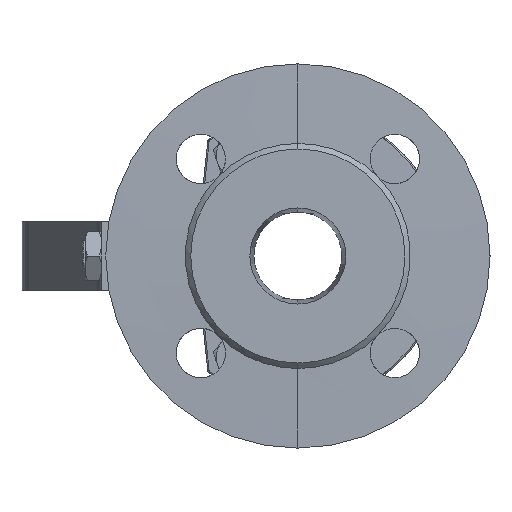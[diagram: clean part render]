
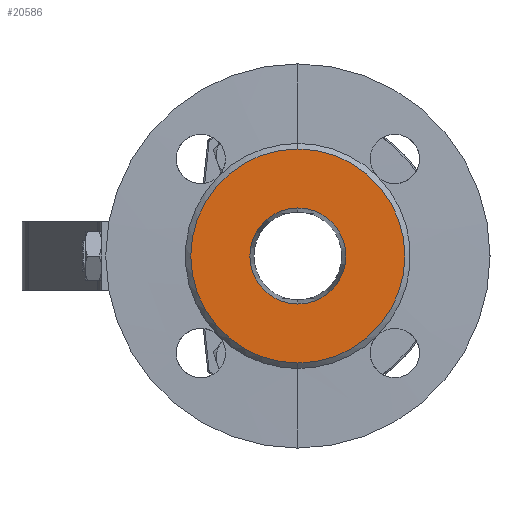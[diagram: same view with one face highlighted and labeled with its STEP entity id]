
A CAD part, left-side view. The second image highlights one B-rep face of the part: STEP entity #20586.
In plain terms, the highlighted planar face has unit normal (-1, 0, 0).
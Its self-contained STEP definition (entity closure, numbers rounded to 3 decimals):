
#756 = VERTEX_POINT ( 'NONE', #4259 ) ;
#758 = EDGE_CURVE ( 'NONE', #759, #756, #4258, .T. ) ;
#759 = VERTEX_POINT ( 'NONE', #4253 ) ;
#771 = EDGE_CURVE ( 'NONE', #772, #773, #4175, .T. ) ;
#772 = VERTEX_POINT ( 'NONE', #4170 ) ;
#773 = VERTEX_POINT ( 'NONE', #4169 ) ;
#4169 = CARTESIAN_POINT ( 'NONE',  ( -78., 0., 39. ) ) ;
#4170 = CARTESIAN_POINT ( 'NONE',  ( -78., 0., -39. ) ) ;
#4171 = DIRECTION ( 'NONE',  ( 0., 0., -1. ) ) ;
#4172 = DIRECTION ( 'NONE',  ( 1., 0., 0. ) ) ;
#4173 = CARTESIAN_POINT ( 'NONE',  ( -78., 0., 0. ) ) ;
#4174 = AXIS2_PLACEMENT_3D ( 'NONE', #4173, #4172, #4171 ) ;
#4175 = CIRCLE ( 'NONE', #4174, 39. ) ;
#4253 = CARTESIAN_POINT ( 'NONE',  ( -78., 0., 17.5 ) ) ;
#4254 = DIRECTION ( 'NONE',  ( 0., 0., -1. ) ) ;
#4255 = DIRECTION ( 'NONE',  ( 1., 0., 0. ) ) ;
#4256 = CARTESIAN_POINT ( 'NONE',  ( -78., 0., 0. ) ) ;
#4257 = AXIS2_PLACEMENT_3D ( 'NONE', #4256, #4255, #4254 ) ;
#4258 = CIRCLE ( 'NONE', #4257, 17.5 ) ;
#4259 = CARTESIAN_POINT ( 'NONE',  ( -78., 0., -17.5 ) ) ;
#15131 = DIRECTION ( 'NONE',  ( 0., 0., -1. ) ) ;
#15132 = DIRECTION ( 'NONE',  ( 1., 0., 0. ) ) ;
#15133 = CARTESIAN_POINT ( 'NONE',  ( -78., 39., 0. ) ) ;
#15135 = AXIS2_PLACEMENT_3D ( 'NONE', #15133, #15132, #15131 ) ;
#15136 = PLANE ( 'NONE',  #15135 ) ;
#15137 = FACE_OUTER_BOUND ( 'NONE', #21066, .T. ) ;
#15138 = FACE_BOUND ( 'NONE', #20587, .T. ) ;
#15184 = DIRECTION ( 'NONE',  ( 0., 0., -1. ) ) ;
#15185 = DIRECTION ( 'NONE',  ( 1., 0., 0. ) ) ;
#15198 = CARTESIAN_POINT ( 'NONE',  ( -78., 0., 0. ) ) ;
#15199 = AXIS2_PLACEMENT_3D ( 'NONE', #15198, #15185, #15184 ) ;
#15200 = CIRCLE ( 'NONE', #15199, 39. ) ;
#16804 = DIRECTION ( 'NONE',  ( 1., 0., 0. ) ) ;
#16805 = CARTESIAN_POINT ( 'NONE',  ( -78., 0., 0. ) ) ;
#16806 = AXIS2_PLACEMENT_3D ( 'NONE', #16805, #16804, #16818 ) ;
#16807 = CIRCLE ( 'NONE', #16806, 17.5 ) ;
#16818 = DIRECTION ( 'NONE',  ( 0., 0., -1. ) ) ;
#20576 = EDGE_CURVE ( 'NONE', #773, #772, #15200, .T. ) ;
#20586 = ADVANCED_FACE ( 'NONE', ( #15138, #15137 ), #15136, .F. ) ;
#20587 = EDGE_LOOP ( 'NONE', ( #20588, #20913 ) ) ;
#20588 = ORIENTED_EDGE ( 'NONE', *, *, #758, .T. ) ;
#20913 = ORIENTED_EDGE ( 'NONE', *, *, #21065, .T. ) ;
#20989 = ORIENTED_EDGE ( 'NONE', *, *, #771, .F. ) ;
#20990 = ORIENTED_EDGE ( 'NONE', *, *, #20576, .F. ) ;
#21065 = EDGE_CURVE ( 'NONE', #756, #759, #16807, .T. ) ;
#21066 = EDGE_LOOP ( 'NONE', ( #20989, #20990 ) ) ;
